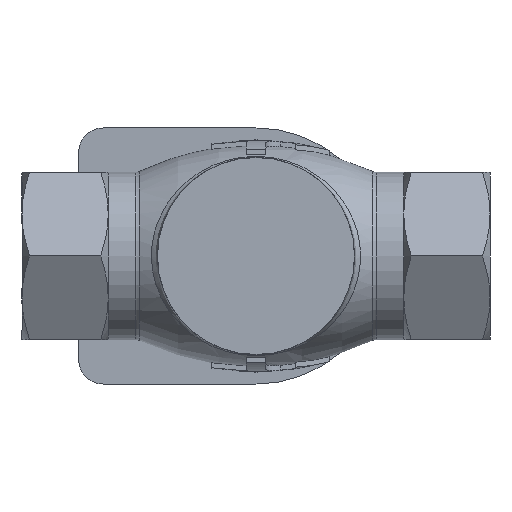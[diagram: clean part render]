
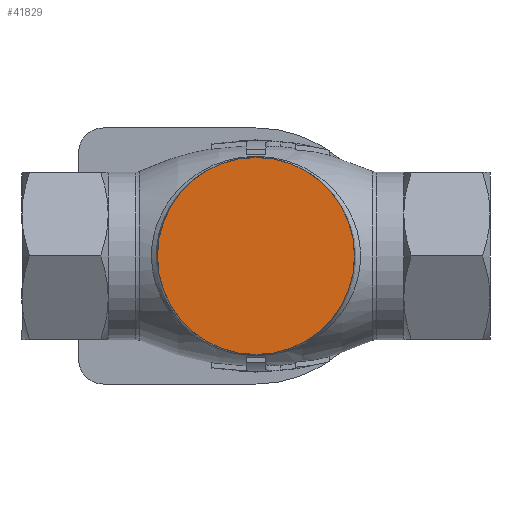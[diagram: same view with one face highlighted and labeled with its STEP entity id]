
A CAD part, front view. The second image highlights one B-rep face of the part: STEP entity #41829.
In plain terms, the highlighted planar face has unit normal (0, -1, 0).
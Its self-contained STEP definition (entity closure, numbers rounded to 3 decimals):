
#4215 = DIRECTION ( 'NONE',  ( 0., -1., 0. ) ) ;
#10941 = PLANE ( 'NONE',  #41856 ) ;
#13604 = CARTESIAN_POINT ( 'NONE',  ( 9.114, -22.732, 0. ) ) ;
#14190 = AXIS2_PLACEMENT_3D ( 'NONE', #13604, #37609, #17086 ) ;
#14786 = FACE_OUTER_BOUND ( 'NONE', #29175, .T. ) ;
#15295 = CARTESIAN_POINT ( 'NONE',  ( 9.114, -22.732, -20. ) ) ;
#17086 = DIRECTION ( 'NONE',  ( 0., 0., -1. ) ) ;
#21509 = CIRCLE ( 'NONE', #14190, 20. ) ;
#24716 = CARTESIAN_POINT ( 'NONE',  ( 9.114, -22.732, 0. ) ) ;
#28188 = DIRECTION ( 'NONE',  ( 0., 0., -1. ) ) ;
#29175 = EDGE_LOOP ( 'NONE', ( #34877 ) ) ;
#34877 = ORIENTED_EDGE ( 'NONE', *, *, #37998, .T. ) ;
#37609 = DIRECTION ( 'NONE',  ( 0., -1., 0. ) ) ;
#37998 = EDGE_CURVE ( 'NONE', #43166, #43166, #21509, .T. ) ;
#41829 = ADVANCED_FACE ( 'NONE', ( #14786 ), #10941, .T. ) ;
#41856 = AXIS2_PLACEMENT_3D ( 'NONE', #24716, #4215, #28188 ) ;
#43166 = VERTEX_POINT ( 'NONE', #15295 ) ;
